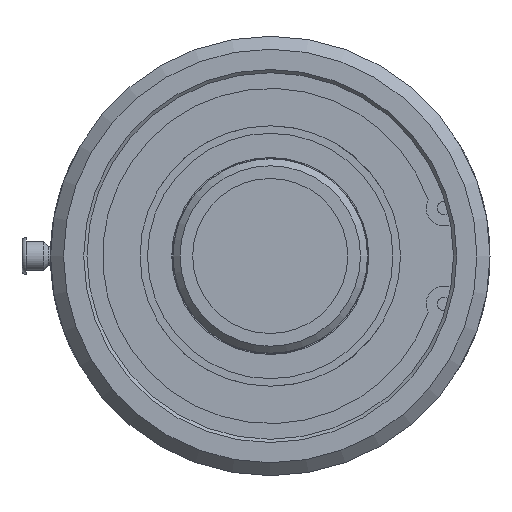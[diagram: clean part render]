
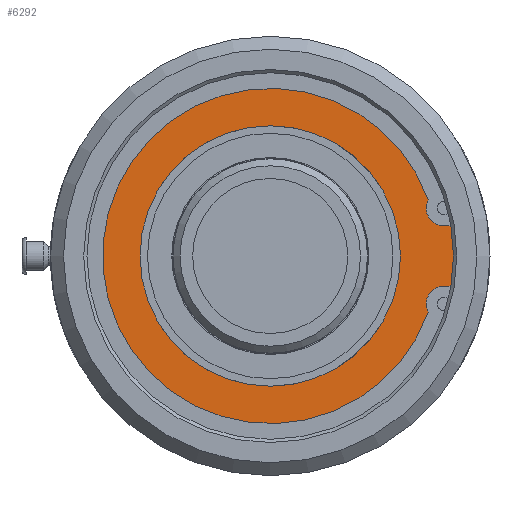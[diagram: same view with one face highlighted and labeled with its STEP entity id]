
A CAD part, left-side view. The second image highlights one B-rep face of the part: STEP entity #6292.
In plain terms, the highlighted planar face has unit normal (-1, 0, 0).
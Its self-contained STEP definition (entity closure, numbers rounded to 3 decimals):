
#128=PLANE('',#6650);
#291=CIRCLE('',#6635,4.343);
#293=CIRCLE('',#6638,41.183);
#295=CIRCLE('',#6641,4.343);
#298=CIRCLE('',#6646,48.6);
#301=CIRCLE('',#6651,28.125);
#302=CIRCLE('',#6652,28.125);
#405=FACE_BOUND('',#1275,.T.);
#879=FACE_OUTER_BOUND('',#1274,.T.);
#1274=EDGE_LOOP('',(#5568,#5569,#5570,#5571,#5572,#5573));
#1275=EDGE_LOOP('',(#5574,#5575));
#1626=LINE('',#15019,#1965);
#1633=LINE('',#15044,#1972);
#1965=VECTOR('',#7596,10.);
#1972=VECTOR('',#7619,10.);
#2911=VERTEX_POINT('',#15016);
#2912=VERTEX_POINT('',#15018);
#2921=VERTEX_POINT('',#15041);
#2922=VERTEX_POINT('',#15043);
#2923=VERTEX_POINT('',#15047);
#2925=VERTEX_POINT('',#15053);
#2928=VERTEX_POINT('',#15070);
#2929=VERTEX_POINT('',#15071);
#3804=EDGE_CURVE('',#2912,#2911,#1626,.T.);
#3816=EDGE_CURVE('',#2922,#2921,#1633,.T.);
#3818=EDGE_CURVE('',#2921,#2923,#291,.T.);
#3821=EDGE_CURVE('',#2923,#2925,#293,.T.);
#3824=EDGE_CURVE('',#2925,#2912,#295,.T.);
#3827=EDGE_CURVE('',#2922,#2911,#298,.T.);
#3830=EDGE_CURVE('',#2928,#2929,#301,.T.);
#3831=EDGE_CURVE('',#2929,#2928,#302,.T.);
#5568=ORIENTED_EDGE('',*,*,#3816,.T.);
#5569=ORIENTED_EDGE('',*,*,#3818,.T.);
#5570=ORIENTED_EDGE('',*,*,#3821,.T.);
#5571=ORIENTED_EDGE('',*,*,#3824,.T.);
#5572=ORIENTED_EDGE('',*,*,#3804,.T.);
#5573=ORIENTED_EDGE('',*,*,#3827,.F.);
#5574=ORIENTED_EDGE('',*,*,#3830,.T.);
#5575=ORIENTED_EDGE('',*,*,#3831,.T.);
#6292=ADVANCED_FACE('',(#879,#405),#128,.T.);
#6635=AXIS2_PLACEMENT_3D('',#15048,#7623,#7624);
#6638=AXIS2_PLACEMENT_3D('',#15054,#7630,#7631);
#6641=AXIS2_PLACEMENT_3D('',#15059,#7637,#7638);
#6646=AXIS2_PLACEMENT_3D('',#15064,#7647,#7648);
#6650=AXIS2_PLACEMENT_3D('',#15069,#7655,#7656);
#6651=AXIS2_PLACEMENT_3D('',#15072,#7657,#7658);
#6652=AXIS2_PLACEMENT_3D('',#15073,#7659,#7660);
#7596=DIRECTION('',(0.,-1.,0.));
#7619=DIRECTION('',(0.,1.,0.));
#7623=DIRECTION('center_axis',(1.,0.,0.));
#7624=DIRECTION('ref_axis',(0.,0.887,0.462));
#7630=DIRECTION('center_axis',(-1.,0.,0.));
#7631=DIRECTION('ref_axis',(0.,0.942,-0.335));
#7637=DIRECTION('center_axis',(1.,0.,0.));
#7638=DIRECTION('ref_axis',(0.,0.,1.));
#7647=DIRECTION('center_axis',(1.,0.,0.));
#7648=DIRECTION('ref_axis',(0.,1.,0.));
#7655=DIRECTION('center_axis',(-1.,0.,0.));
#7656=DIRECTION('ref_axis',(0.,0.,1.));
#7657=DIRECTION('center_axis',(1.,0.,0.));
#7658=DIRECTION('ref_axis',(0.,1.,0.));
#7659=DIRECTION('center_axis',(1.,0.,0.));
#7660=DIRECTION('ref_axis',(0.,1.,0.));
#15016=CARTESIAN_POINT('',(6.43,-48.027,-7.442));
#15018=CARTESIAN_POINT('',(6.43,-42.658,-7.442));
#15019=CARTESIAN_POINT('',(6.43,-5.613,-7.442));
#15041=CARTESIAN_POINT('',(6.43,-42.658,7.442));
#15043=CARTESIAN_POINT('',(6.43,-48.027,7.442));
#15044=CARTESIAN_POINT('',(6.43,-2.929,7.442));
#15047=CARTESIAN_POINT('',(6.43,-38.806,13.791));
#15048=CARTESIAN_POINT('Origin',(6.43,-42.658,11.786));
#15053=CARTESIAN_POINT('',(6.43,-38.806,-13.791));
#15054=CARTESIAN_POINT('Origin',(6.43,0.,0.));
#15059=CARTESIAN_POINT('Origin',(6.43,-42.658,-11.786));
#15064=CARTESIAN_POINT('Origin',(6.43,0.,0.));
#15069=CARTESIAN_POINT('Origin',(6.43,36.8,0.));
#15070=CARTESIAN_POINT('',(6.43,28.125,0.));
#15071=CARTESIAN_POINT('',(6.43,-28.125,0.));
#15072=CARTESIAN_POINT('Origin',(6.43,0.,0.));
#15073=CARTESIAN_POINT('Origin',(6.43,0.,0.));
